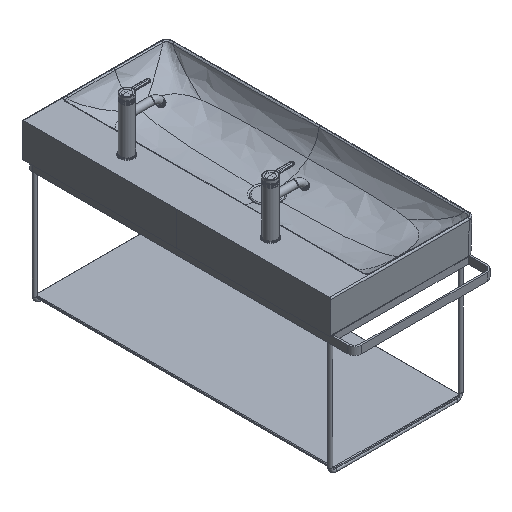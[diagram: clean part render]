
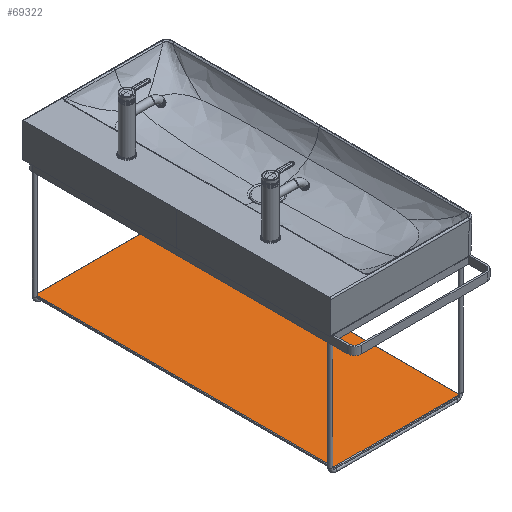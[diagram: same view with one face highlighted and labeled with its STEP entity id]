
A CAD part, isometric view. The second image highlights one B-rep face of the part: STEP entity #69322.
In plain terms, the highlighted planar face has unit normal (0, 0, 1).
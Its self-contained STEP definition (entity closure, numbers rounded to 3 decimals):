
#68908=CARTESIAN_POINT('',(546.405,12.181,8.0));
#68909=VERTEX_POINT('',#68908);
#69016=CARTESIAN_POINT('',(-419.095,-393.319,8.0));
#69017=VERTEX_POINT('',#69016);
#69070=CARTESIAN_POINT('',(546.405,-393.319,8.0));
#69071=VERTEX_POINT('',#69070);
#69130=CARTESIAN_POINT('',(546.405,12.181,8.0));
#69131=DIRECTION('',(0.0,-1.0,0.0));
#69132=VECTOR('',#69131,405.5);
#69133=LINE('',#69130,#69132);
#69134=EDGE_CURVE('',#68909,#69071,#69133,.T.);
#69152=CARTESIAN_POINT('',(546.405,-393.319,8.0));
#69153=DIRECTION('',(-1.0,0.0,0.0));
#69154=VECTOR('',#69153,965.5);
#69155=LINE('',#69152,#69154);
#69156=EDGE_CURVE('',#69071,#69017,#69155,.T.);
#69175=CARTESIAN_POINT('',(-419.095,12.181,8.0));
#69176=VERTEX_POINT('',#69175);
#69177=CARTESIAN_POINT('',(-419.095,-393.319,8.0));
#69178=DIRECTION('',(0.0,1.0,0.0));
#69179=VECTOR('',#69178,405.5);
#69180=LINE('',#69177,#69179);
#69181=EDGE_CURVE('',#69017,#69176,#69180,.T.);
#69219=CARTESIAN_POINT('',(-419.095,12.181,8.0));
#69220=DIRECTION('',(1.0,0.0,0.0));
#69221=VECTOR('',#69220,965.5);
#69222=LINE('',#69219,#69221);
#69223=EDGE_CURVE('',#69176,#68909,#69222,.T.);
#69311=CARTESIAN_POINT('',(63.655,-190.569,8.0));
#69312=DIRECTION('',(0.0,0.0,1.0));
#69313=DIRECTION('',(1.0,0.0,0.0));
#69314=AXIS2_PLACEMENT_3D('',#69311,#69312,#69313);
#69315=PLANE('',#69314);
#69316=ORIENTED_EDGE('',*,*,#69134,.F.);
#69317=ORIENTED_EDGE('',*,*,#69223,.F.);
#69318=ORIENTED_EDGE('',*,*,#69181,.F.);
#69319=ORIENTED_EDGE('',*,*,#69156,.F.);
#69320=EDGE_LOOP('',(#69316,#69317,#69318,#69319));
#69321=FACE_OUTER_BOUND('',#69320,.T.);
#69322=ADVANCED_FACE('',(#69321),#69315,.T.);
